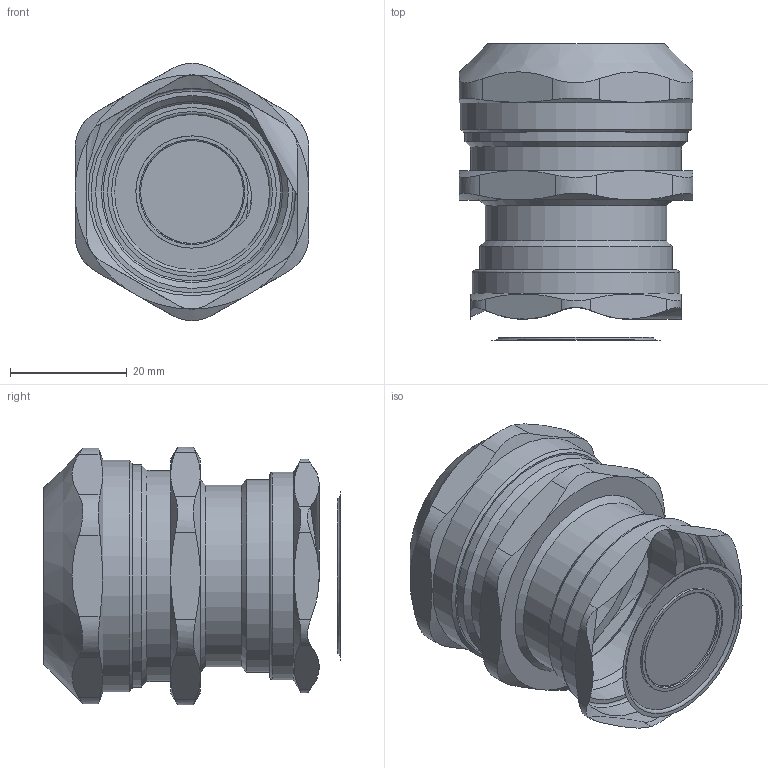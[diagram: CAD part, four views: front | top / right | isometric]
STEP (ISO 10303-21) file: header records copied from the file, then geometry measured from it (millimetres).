
FILE_DESCRIPTION(/* description */ (''),/* implementation_level */ '2;1');
FILE_NAME(/* name */ '',/* time_stamp */ '2023-09-26T16:21:18+07:00',/* author */ ('zeta-86'),/* organization */ (''),/* preprocessor_version */ 'ST-DEVELOPER v19.2',/* originating_system */ 'Autodesk Inventor 2024',/* authorisation */ '');
FILE_SCHEMA (('AUTOMOTIVE_DESIGN { 1 0 10303 214 3 1 1 }'));
Length unit declared in the file: metre
Products named in the file (1): ГОФРОМАТИК МТР-
ЛР-Т20-МР
Bounding box: 40 x 50.67 x 44 mm (x, y, z)
Volume: 52085.1 mm3; surface area: 9039.7 mm2
Topology: 1 solids, 1 shells, 81 faces, 204 edges, 133 vertices
Faces by surface type: plane 28, cylinder 27, cone 21, torus 3, bspline 2
Full cylindrical faces by diameter (mm): 17.6 x1, 28.16 x1, 31 x1, 33 x1, 35.5 x1, 36.1 x1, 38 x1, 39.58 x1
Entity records: 2848 total; most frequent: CARTESIAN_POINT 973, ORIENTED_EDGE 408, DIRECTION 316, EDGE_CURVE 204, VERTEX_POINT 133, AXIS2_PLACEMENT_3D 126, EDGE_LOOP 89, FACE_OUTER_BOUND 81
